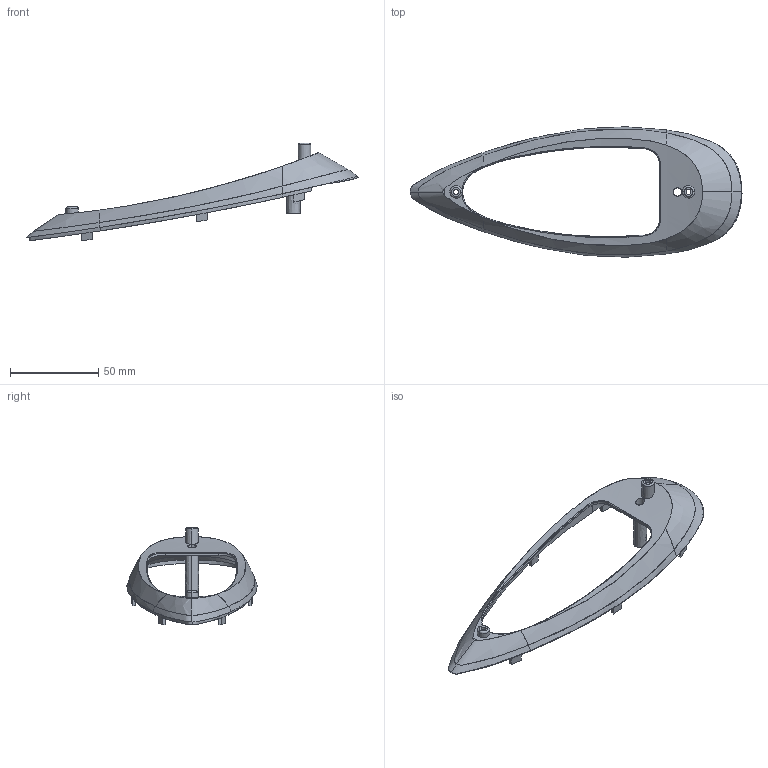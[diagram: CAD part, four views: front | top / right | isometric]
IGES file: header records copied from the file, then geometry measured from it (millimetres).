
Start section:  PTC IGES file: rrrrr.igs
Global section: file name: rrrrr.igs; native system: Pro/ENGINEER by Parametric Technology Corporation; preprocessor: 1999390; author: 默认,7; organization: HUnknown; date: 011112.120603; units: millimetre
Bounding box: 187.63 x 73.69 x 55.19 mm (x, y, z)
Surface area: 20105.3 mm2 (no closed solid volume)
Topology: 0 solids, 0 shells, 144 faces, 746 edges, 746 vertices
Faces by surface type: extrusion 66, bspline 53, revolution 25
